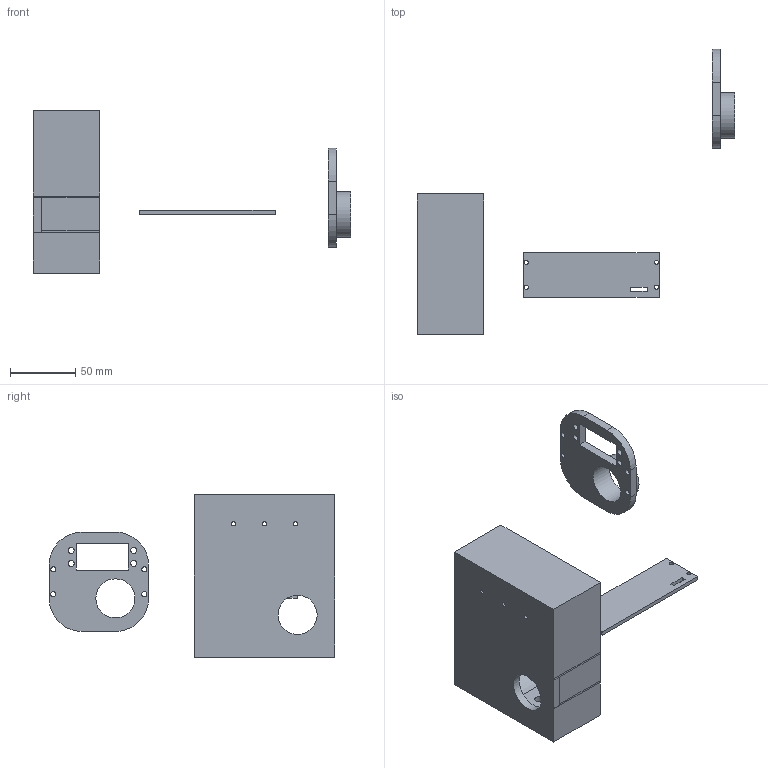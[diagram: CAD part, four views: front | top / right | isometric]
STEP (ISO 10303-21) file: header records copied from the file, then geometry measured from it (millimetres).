
FILE_DESCRIPTION(/* description */ (''),/* implementation_level */ '2;1');
FILE_NAME(/* name */ 'Livescope_pole_box_with_screw_holes_two_lids_v2.step',/* time_stamp */ '2024-05-12T23:03:31-04:00',/* author */ (''),/* organization */ (''),/* preprocessor_version */ 'ST-DEVELOPER v20',/* originating_system */ 'Autodesk Translation Framework v12.20.1.177',/* authorisation */ '');
FILE_SCHEMA (('AUTOMOTIVE_DESIGN { 1 0 10303 214 3 1 1 }'));
Length unit declared in the file: inch
Products named in the file (1): Livescope Box
Bounding box: 243.41 x 219.07 x 124.45 mm (x, y, z)
Volume: 375995.5 mm3; surface area: 93968.6 mm2
Topology: 3 solids, 3 shells, 115 faces, 290 edges, 193 vertices
Faces by surface type: plane 73, cylinder 42
Full cylindrical faces by diameter (mm): 3.175 x3, 3.2 x8, 4 x8, 4.572 x4, 6.5 x1, 30 x2, 35.001 x1
Entity records: 3592 total; most frequent: DIRECTION 607, CARTESIAN_POINT 599, ORIENTED_EDGE 580, EDGE_CURVE 290, LINE 205, VECTOR 205, AXIS2_PLACEMENT_3D 201, VERTEX_POINT 193
